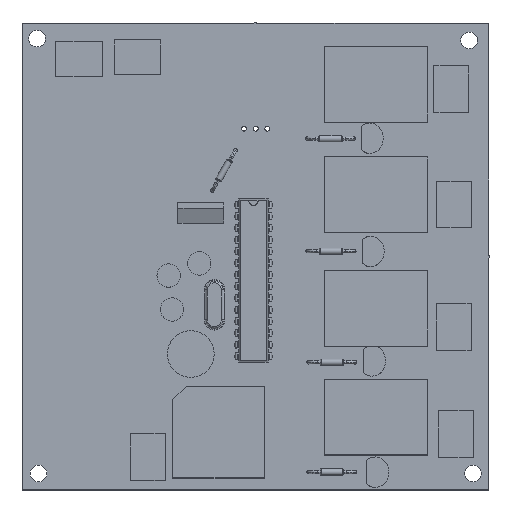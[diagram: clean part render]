
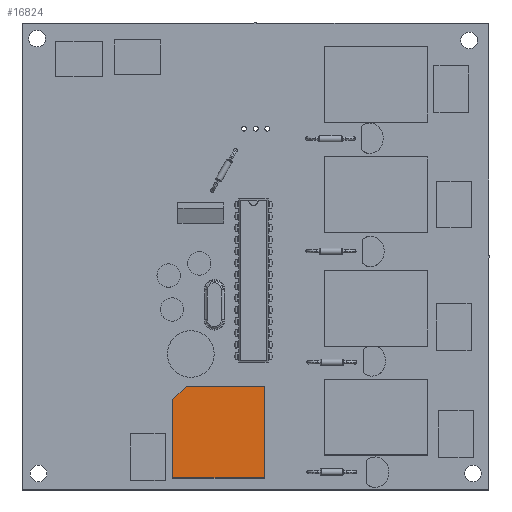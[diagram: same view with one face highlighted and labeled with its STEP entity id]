
A CAD part, top view. The second image highlights one B-rep face of the part: STEP entity #16824.
In plain terms, the highlighted planar face has unit normal (0, 0, 1).
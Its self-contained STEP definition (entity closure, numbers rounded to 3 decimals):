
#16663 = VERTEX_POINT('',#16664);
#16664 = CARTESIAN_POINT('',(16.,4.,8.));
#16670 = EDGE_CURVE('',#16663,#16671,#16673,.T.);
#16671 = VERTEX_POINT('',#16672);
#16672 = CARTESIAN_POINT('',(-1.,4.,8.));
#16673 = LINE('',#16674,#16675);
#16674 = CARTESIAN_POINT('',(16.,4.,8.));
#16675 = VECTOR('',#16676,1.);
#16676 = DIRECTION('',(-1.,0.,0.));
#16701 = EDGE_CURVE('',#16671,#16702,#16704,.T.);
#16702 = VERTEX_POINT('',#16703);
#16703 = CARTESIAN_POINT('',(-4.,1.,8.));
#16704 = LINE('',#16705,#16706);
#16705 = CARTESIAN_POINT('',(-1.,4.,8.));
#16706 = VECTOR('',#16707,1.);
#16707 = DIRECTION('',(-0.707,-0.707,0.));
#16732 = EDGE_CURVE('',#16702,#16733,#16735,.T.);
#16733 = VERTEX_POINT('',#16734);
#16734 = CARTESIAN_POINT('',(-4.,-16.,8.));
#16735 = LINE('',#16736,#16737);
#16736 = CARTESIAN_POINT('',(-4.,1.,8.));
#16737 = VECTOR('',#16738,1.);
#16738 = DIRECTION('',(0.,-1.,0.));
#16763 = EDGE_CURVE('',#16733,#16764,#16766,.T.);
#16764 = VERTEX_POINT('',#16765);
#16765 = CARTESIAN_POINT('',(16.,-16.,8.));
#16766 = LINE('',#16767,#16768);
#16767 = CARTESIAN_POINT('',(-4.,-16.,8.));
#16768 = VECTOR('',#16769,1.);
#16769 = DIRECTION('',(1.,0.,0.));
#16794 = EDGE_CURVE('',#16764,#16663,#16795,.T.);
#16795 = LINE('',#16796,#16797);
#16796 = CARTESIAN_POINT('',(16.,-16.,8.));
#16797 = VECTOR('',#16798,1.);
#16798 = DIRECTION('',(0.,1.,0.));
#16824 = ADVANCED_FACE('',(#16825),#16832,.F.);
#16825 = FACE_BOUND('',#16826,.T.);
#16826 = EDGE_LOOP('',(#16827,#16828,#16829,#16830,#16831));
#16827 = ORIENTED_EDGE('',*,*,#16670,.T.);
#16828 = ORIENTED_EDGE('',*,*,#16701,.T.);
#16829 = ORIENTED_EDGE('',*,*,#16732,.T.);
#16830 = ORIENTED_EDGE('',*,*,#16763,.T.);
#16831 = ORIENTED_EDGE('',*,*,#16794,.T.);
#16832 = PLANE('',#16833);
#16833 = AXIS2_PLACEMENT_3D('',#16834,#16835,#16836);
#16834 = CARTESIAN_POINT('',(16.,4.,8.));
#16835 = DIRECTION('',(0.,0.,-1.));
#16836 = DIRECTION('',(-1.,0.,0.));
